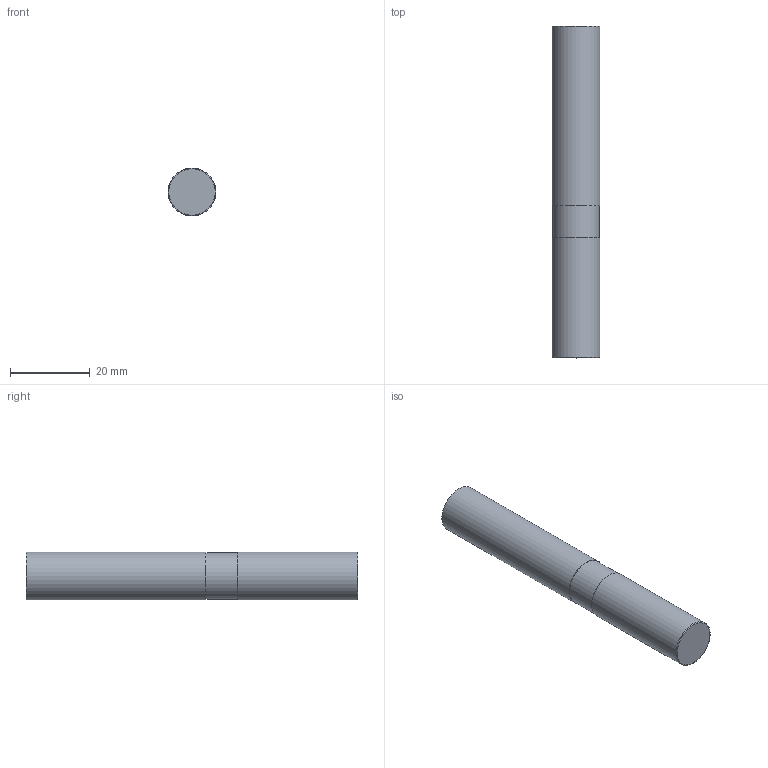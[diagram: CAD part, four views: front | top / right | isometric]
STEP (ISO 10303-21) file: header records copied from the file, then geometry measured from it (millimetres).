
FILE_DESCRIPTION((''),'2;1');
FILE_NAME('K65 1200 083 (STD SPC).stp','2020-06-26T08:02:53',(''),(''),'STEP Write','Mastercam 2019 ... CNC Software, Inc.','');
FILE_SCHEMA(('AUTOMOTIVE_DESIGN'));
Length unit declared in the file: millimetre
Products named in the file (1): None
Bounding box: 12 x 83 x 12 mm (x, y, z)
Volume: 9342.1 mm3; surface area: 3355.6 mm2
Topology: 1 solids, 1 shells, 8 faces, 20 edges, 25 vertices
Faces by surface type: plane 4, cylinder 3, torus 1
Full cylindrical faces by diameter (mm): 11.7 x1, 12 x2
Entity records: 267 total; most frequent: DIRECTION 44, CARTESIAN_POINT 43, STYLED_ITEM 19, AXIS2_PLACEMENT_3D 18, ORIENTED_EDGE 14, EDGE_LOOP 14, FACE_BOUND 10, TRIMMED_CURVE 9
